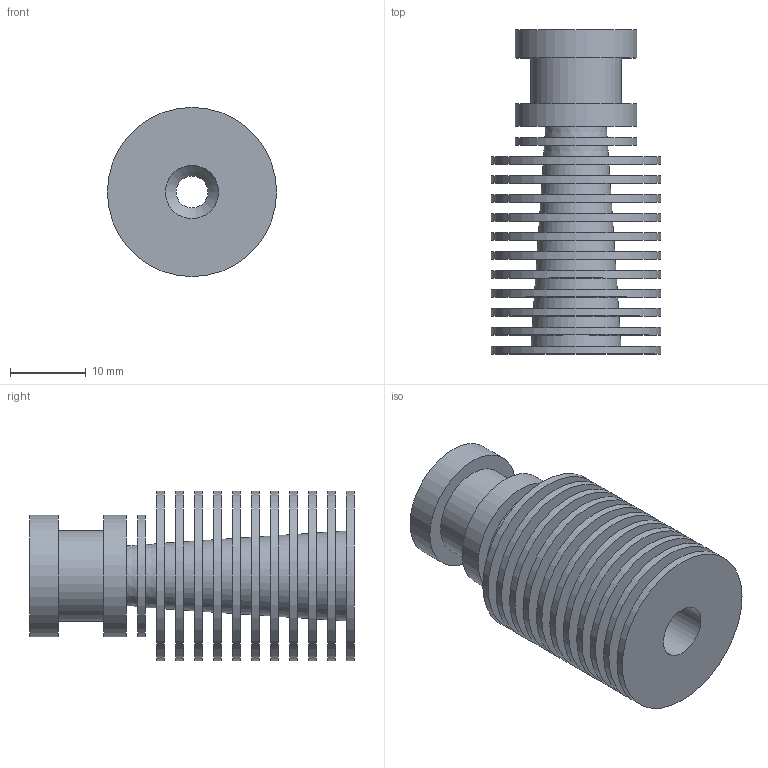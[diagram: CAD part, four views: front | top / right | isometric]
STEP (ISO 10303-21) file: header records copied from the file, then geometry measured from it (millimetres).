
FILE_DESCRIPTION(/* description */ ('Alibre Inc.'),/* implementation_level */ '2;1');
FILE_NAME(/* name */ 'export0',/* time_stamp */ '2015-07-11T13:27:22+12:00',/* author */ (''),/* organization */ (''),/* preprocessor_version */ 'ST-DEVELOPER v14',/* originating_system */ 'Alibre',/* authorisation */ '');
FILE_SCHEMA (('CONFIG_CONTROL_DESIGN'));
Length unit declared in the file: centimetre
Products named in the file (1): ID_1
Bounding box: 22.3 x 42.7 x 22.3 mm (x, y, z)
Volume: 6710.6 mm3; surface area: 10355.3 mm2
Topology: 1 solids, 1 shells, 60 faces, 93 edges, 61 vertices
Faces by surface type: plane 28, cylinder 18, cone 14
Full cylindrical faces by diameter (mm): 4.2 x1, 7 x1, 8 x1, 12 x1, 16 x3, 22.3 x11
Entity records: 1215 total; most frequent: DIRECTION 192, CARTESIAN_POINT 170, ORIENTED_EDGE 120, EDGE_LOOP 120, FACE_BOUND 120, AXIS2_PLACEMENT_3D 110, VERTEX_POINT 60, CIRCLE 60
